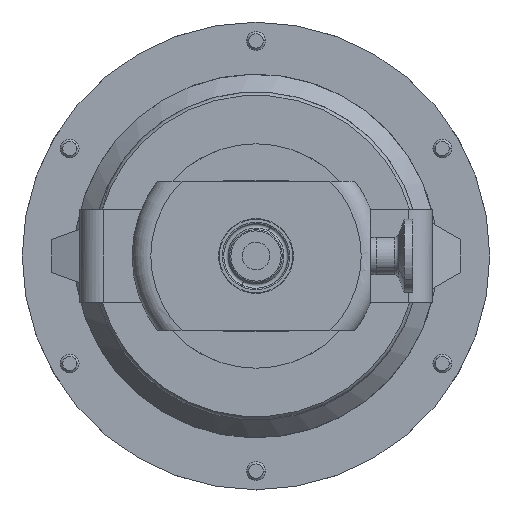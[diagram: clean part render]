
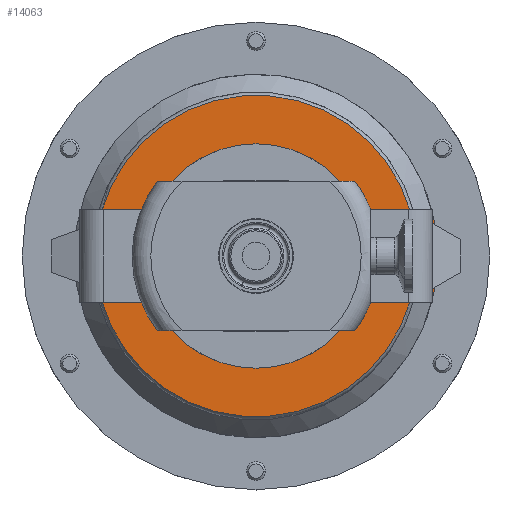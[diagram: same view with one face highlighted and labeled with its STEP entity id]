
A CAD part, front view. The second image highlights one B-rep face of the part: STEP entity #14063.
In plain terms, the highlighted planar face has unit normal (0, -1, 0).
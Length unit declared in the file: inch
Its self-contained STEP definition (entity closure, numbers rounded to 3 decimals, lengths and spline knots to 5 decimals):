
#288 = AXIS2_PLACEMENT_3D ( 'NONE', #12720, #5865, #8200 ) ;
#808 = AXIS2_PLACEMENT_3D ( 'NONE', #7930, #11361, #4571 ) ;
#845 = FACE_OUTER_BOUND ( 'NONE', #4728, .T. ) ;
#860 = VERTEX_POINT ( 'NONE', #3661 ) ;
#1287 = DIRECTION ( 'NONE',  ( 1., 0., 0. ) ) ;
#1439 = DIRECTION ( 'NONE',  ( 0., -1., 0. ) ) ;
#1504 = VERTEX_POINT ( 'NONE', #11498 ) ;
#1852 = EDGE_CURVE ( 'NONE', #5308, #5190, #12509, .T. ) ;
#2021 = DIRECTION ( 'NONE',  ( 1., 0., 0. ) ) ;
#2068 = CIRCLE ( 'NONE', #9676, 2.14874 ) ;
#2187 = VECTOR ( 'NONE', #9937, 39.37008 ) ;
#2192 = DIRECTION ( 'NONE',  ( 0., -1., 0. ) ) ;
#2328 = VERTEX_POINT ( 'NONE', #4376 ) ;
#2338 = VERTEX_POINT ( 'NONE', #12353 ) ;
#2471 = CIRCLE ( 'NONE', #288, 2.1925 ) ;
#2622 = VERTEX_POINT ( 'NONE', #8184 ) ;
#2668 = EDGE_CURVE ( 'NONE', #1504, #10364, #5164, .T. ) ;
#3071 = ORIENTED_EDGE ( 'NONE', *, *, #3083, .T. ) ;
#3083 = EDGE_CURVE ( 'NONE', #2622, #5308, #6760, .T. ) ;
#3341 = CIRCLE ( 'NONE', #13507, 2.4285 ) ;
#3425 = CARTESIAN_POINT ( 'NONE',  ( 2.4285, 6.892, 0. ) ) ;
#3661 = CARTESIAN_POINT ( 'NONE',  ( -2.11301, 6.892, -0.585 ) ) ;
#3829 = EDGE_CURVE ( 'NONE', #10161, #1504, #13521, .T. ) ;
#3970 = ORIENTED_EDGE ( 'NONE', *, *, #4170, .T. ) ;
#4125 = ORIENTED_EDGE ( 'NONE', *, *, #3829, .T. ) ;
#4170 = EDGE_CURVE ( 'NONE', #11087, #860, #2471, .T. ) ;
#4376 = CARTESIAN_POINT ( 'NONE',  ( -2.06757, 6.892, 0.585 ) ) ;
#4449 = CARTESIAN_POINT ( 'NONE',  ( 0., 6.892, 0. ) ) ;
#4571 = DIRECTION ( 'NONE',  ( 1., 0., 0. ) ) ;
#4629 = AXIS2_PLACEMENT_3D ( 'NONE', #4449, #7763, #12430 ) ;
#4728 = EDGE_LOOP ( 'NONE', ( #9589, #7226, #3970, #11774, #3071, #8699, #8949, #4125, #14097 ) ) ;
#4871 = ORIENTED_EDGE ( 'NONE', *, *, #8535, .F. ) ;
#4911 = EDGE_CURVE ( 'NONE', #2328, #11087, #7953, .T. ) ;
#5008 = CARTESIAN_POINT ( 'NONE',  ( -2.11301, 6.892, -0.585 ) ) ;
#5164 = LINE ( 'NONE', #8243, #9241 ) ;
#5190 = VERTEX_POINT ( 'NONE', #11476 ) ;
#5308 = VERTEX_POINT ( 'NONE', #11718 ) ;
#5720 = CIRCLE ( 'NONE', #13517, 1.5 ) ;
#5865 = DIRECTION ( 'NONE',  ( 0., -1., 0. ) ) ;
#6113 = EDGE_CURVE ( 'NONE', #13092, #2338, #8990, .T. ) ;
#6161 = CARTESIAN_POINT ( 'NONE',  ( 0., 6.892, 0. ) ) ;
#6760 = CIRCLE ( 'NONE', #808, 2.14874 ) ;
#7184 = EDGE_LOOP ( 'NONE', ( #11549, #4871 ) ) ;
#7226 = ORIENTED_EDGE ( 'NONE', *, *, #4911, .T. ) ;
#7446 = DIRECTION ( 'NONE',  ( 1., 0., 0. ) ) ;
#7687 = LINE ( 'NONE', #5008, #10883 ) ;
#7763 = DIRECTION ( 'NONE',  ( 0., -1., 0. ) ) ;
#7930 = CARTESIAN_POINT ( 'NONE',  ( 0., 6.892, 0. ) ) ;
#7953 = LINE ( 'NONE', #12222, #10619 ) ;
#8118 = DIRECTION ( 'NONE',  ( 0., 1., 0. ) ) ;
#8184 = CARTESIAN_POINT ( 'NONE',  ( -2.06757, 6.892, -0.585 ) ) ;
#8200 = DIRECTION ( 'NONE',  ( 1., 0., 0. ) ) ;
#8217 = CARTESIAN_POINT ( 'NONE',  ( 0., 6.892, 0. ) ) ;
#8243 = CARTESIAN_POINT ( 'NONE',  ( -2.11301, 6.892, 0.585 ) ) ;
#8285 = DIRECTION ( 'NONE',  ( -1., 0., 0. ) ) ;
#8315 = EDGE_CURVE ( 'NONE', #860, #2622, #7687, .T. ) ;
#8535 = EDGE_CURVE ( 'NONE', #2338, #13092, #5720, .T. ) ;
#8699 = ORIENTED_EDGE ( 'NONE', *, *, #1852, .T. ) ;
#8912 = AXIS2_PLACEMENT_3D ( 'NONE', #13766, #8118, #1287 ) ;
#8949 = ORIENTED_EDGE ( 'NONE', *, *, #12334, .T. ) ;
#8990 = CIRCLE ( 'NONE', #4629, 1.5 ) ;
#9001 = CARTESIAN_POINT ( 'NONE',  ( -2.11301, 6.892, -0.585 ) ) ;
#9241 = VECTOR ( 'NONE', #8285, 39.37008 ) ;
#9345 = CARTESIAN_POINT ( 'NONE',  ( -2.11301, 6.892, 0.585 ) ) ;
#9400 = DIRECTION ( 'NONE',  ( 1., 0., 0. ) ) ;
#9589 = ORIENTED_EDGE ( 'NONE', *, *, #14294, .T. ) ;
#9676 = AXIS2_PLACEMENT_3D ( 'NONE', #11041, #13470, #2021 ) ;
#9937 = DIRECTION ( 'NONE',  ( 1., 0., 0. ) ) ;
#10112 = DIRECTION ( 'NONE',  ( 0., 0., -1. ) ) ;
#10161 = VERTEX_POINT ( 'NONE', #3425 ) ;
#10364 = VERTEX_POINT ( 'NONE', #10434 ) ;
#10434 = CARTESIAN_POINT ( 'NONE',  ( 2.06757, 6.892, 0.585 ) ) ;
#10619 = VECTOR ( 'NONE', #14570, 39.37008 ) ;
#10883 = VECTOR ( 'NONE', #7446, 39.37008 ) ;
#11041 = CARTESIAN_POINT ( 'NONE',  ( 0., 6.892, 0. ) ) ;
#11087 = VERTEX_POINT ( 'NONE', #9345 ) ;
#11289 = FACE_BOUND ( 'NONE', #7184, .T. ) ;
#11361 = DIRECTION ( 'NONE',  ( 0., -1., 0. ) ) ;
#11456 = PLANE ( 'NONE',  #8912 ) ;
#11476 = CARTESIAN_POINT ( 'NONE',  ( 2.35699, 6.892, -0.585 ) ) ;
#11498 = CARTESIAN_POINT ( 'NONE',  ( 2.35699, 6.892, 0.585 ) ) ;
#11549 = ORIENTED_EDGE ( 'NONE', *, *, #6113, .F. ) ;
#11718 = CARTESIAN_POINT ( 'NONE',  ( 2.06757, 6.892, -0.585 ) ) ;
#11774 = ORIENTED_EDGE ( 'NONE', *, *, #8315, .T. ) ;
#11792 = DIRECTION ( 'NONE',  ( 1., 0., 0. ) ) ;
#12222 = CARTESIAN_POINT ( 'NONE',  ( -2.11301, 6.892, 0.585 ) ) ;
#12334 = EDGE_CURVE ( 'NONE', #5190, #10161, #3341, .T. ) ;
#12353 = CARTESIAN_POINT ( 'NONE',  ( 0., 6.892, 1.5 ) ) ;
#12430 = DIRECTION ( 'NONE',  ( 0., 0., -1. ) ) ;
#12509 = LINE ( 'NONE', #9001, #2187 ) ;
#12539 = CARTESIAN_POINT ( 'NONE',  ( 0., 6.892, 0. ) ) ;
#12720 = CARTESIAN_POINT ( 'NONE',  ( 0., 6.892, 0. ) ) ;
#12788 = CARTESIAN_POINT ( 'NONE',  ( 0., 6.892, -1.5 ) ) ;
#12931 = DIRECTION ( 'NONE',  ( 0., -1., 0. ) ) ;
#13092 = VERTEX_POINT ( 'NONE', #12788 ) ;
#13298 = AXIS2_PLACEMENT_3D ( 'NONE', #6161, #12931, #11792 ) ;
#13470 = DIRECTION ( 'NONE',  ( 0., -1., 0. ) ) ;
#13507 = AXIS2_PLACEMENT_3D ( 'NONE', #8217, #1439, #9400 ) ;
#13517 = AXIS2_PLACEMENT_3D ( 'NONE', #12539, #2192, #10112 ) ;
#13521 = CIRCLE ( 'NONE', #13298, 2.4285 ) ;
#13766 = CARTESIAN_POINT ( 'NONE',  ( 0., 6.892, -0.46 ) ) ;
#14063 = ADVANCED_FACE ( 'NONE', ( #11289, #845 ), #11456, .F. ) ;
#14097 = ORIENTED_EDGE ( 'NONE', *, *, #2668, .T. ) ;
#14294 = EDGE_CURVE ( 'NONE', #10364, #2328, #2068, .T. ) ;
#14570 = DIRECTION ( 'NONE',  ( -1., 0., 0. ) ) ;
